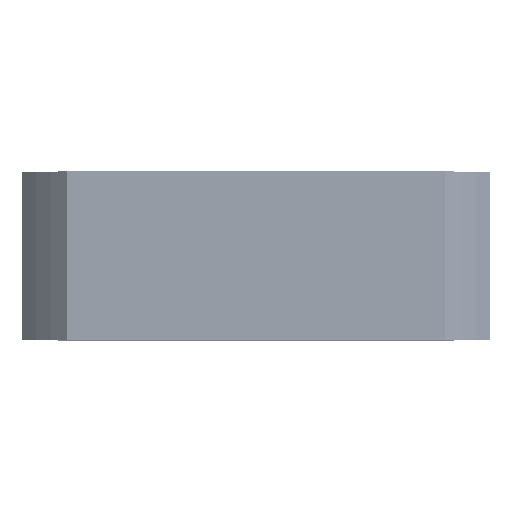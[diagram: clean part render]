
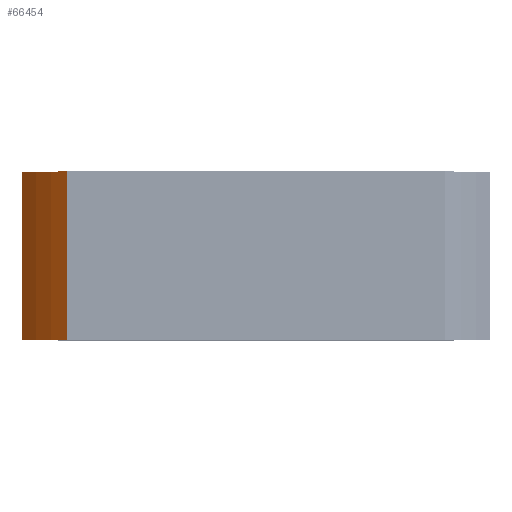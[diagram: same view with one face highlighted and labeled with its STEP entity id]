
A CAD part, top view. The second image highlights one B-rep face of the part: STEP entity #66454.
In plain terms, the highlighted cylindrical face has radius 112.5 mm (diameter 225 mm), a partial arc.
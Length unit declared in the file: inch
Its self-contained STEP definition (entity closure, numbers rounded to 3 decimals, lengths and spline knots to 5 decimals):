
#1596 = CYLINDRICAL_SURFACE ( 'NONE', #5181, 4.42913 ) ;
#5181 = AXIS2_PLACEMENT_3D ( 'NONE', #53919, #66254, #19787 ) ;
#8704 = DIRECTION ( 'NONE',  ( 0., 1., 0. ) ) ;
#11975 = VECTOR ( 'NONE', #75780, 39.37008 ) ;
#14094 = AXIS2_PLACEMENT_3D ( 'NONE', #89312, #8704, #39846 ) ;
#18032 = FACE_OUTER_BOUND ( 'NONE', #106778, .T. ) ;
#18110 = CIRCLE ( 'NONE', #14094, 4.42913 ) ;
#19787 = DIRECTION ( 'NONE',  ( 0., 0., 1. ) ) ;
#30209 = ORIENTED_EDGE ( 'NONE', *, *, #103669, .T. ) ;
#30974 = EDGE_CURVE ( 'NONE', #100238, #83425, #37501, .T. ) ;
#36853 = CARTESIAN_POINT ( 'NONE',  ( -2.65748, 0., 3.54331 ) ) ;
#37501 = CIRCLE ( 'NONE', #108865, 4.42913 ) ;
#39846 = DIRECTION ( 'NONE',  ( 0., 0., 1. ) ) ;
#47632 = VERTEX_POINT ( 'NONE', #83973 ) ;
#51714 = VECTOR ( 'NONE', #92085, 39.37008 ) ;
#53919 = CARTESIAN_POINT ( 'NONE',  ( 0., 0., 0. ) ) ;
#54510 = VERTEX_POINT ( 'NONE', #98010 ) ;
#58382 = CARTESIAN_POINT ( 'NONE',  ( 0., 0., 0. ) ) ;
#58964 = DIRECTION ( 'NONE',  ( 0., 0., 1. ) ) ;
#65605 = LINE ( 'NONE', #93231, #51714 ) ;
#66254 = DIRECTION ( 'NONE',  ( 0., 1., 0. ) ) ;
#66343 = LINE ( 'NONE', #84602, #11975 ) ;
#66454 = ADVANCED_FACE ( 'NONE', ( #18032 ), #1596, .T. ) ;
#69791 = ORIENTED_EDGE ( 'NONE', *, *, #95030, .F. ) ;
#74095 = ORIENTED_EDGE ( 'NONE', *, *, #95507, .T. ) ;
#75780 = DIRECTION ( 'NONE',  ( 0., 1., 0. ) ) ;
#83425 = VERTEX_POINT ( 'NONE', #36853 ) ;
#83973 = CARTESIAN_POINT ( 'NONE',  ( -3.2874, 2.3622, 2.9682 ) ) ;
#84602 = CARTESIAN_POINT ( 'NONE',  ( -2.65748, 0., 3.54331 ) ) ;
#89312 = CARTESIAN_POINT ( 'NONE',  ( 0., 2.3622, 0. ) ) ;
#92085 = DIRECTION ( 'NONE',  ( 0., -1., 0. ) ) ;
#93231 = CARTESIAN_POINT ( 'NONE',  ( -3.2874, 0., 2.9682 ) ) ;
#95030 = EDGE_CURVE ( 'NONE', #47632, #54510, #18110, .T. ) ;
#95507 = EDGE_CURVE ( 'NONE', #47632, #100238, #65605, .T. ) ;
#98010 = CARTESIAN_POINT ( 'NONE',  ( -2.65748, 2.3622, 3.54331 ) ) ;
#100238 = VERTEX_POINT ( 'NONE', #116269 ) ;
#103050 = DIRECTION ( 'NONE',  ( 0., 1., 0. ) ) ;
#103669 = EDGE_CURVE ( 'NONE', #83425, #54510, #66343, .T. ) ;
#106778 = EDGE_LOOP ( 'NONE', ( #74095, #110801, #30209, #69791 ) ) ;
#108865 = AXIS2_PLACEMENT_3D ( 'NONE', #58382, #103050, #58964 ) ;
#110801 = ORIENTED_EDGE ( 'NONE', *, *, #30974, .T. ) ;
#116269 = CARTESIAN_POINT ( 'NONE',  ( -3.2874, 0., 2.9682 ) ) ;
